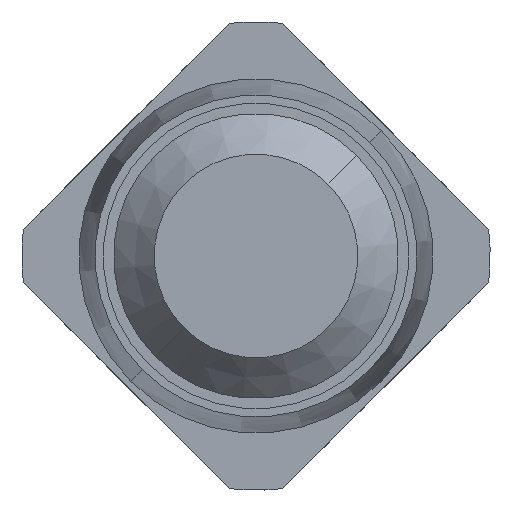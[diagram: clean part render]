
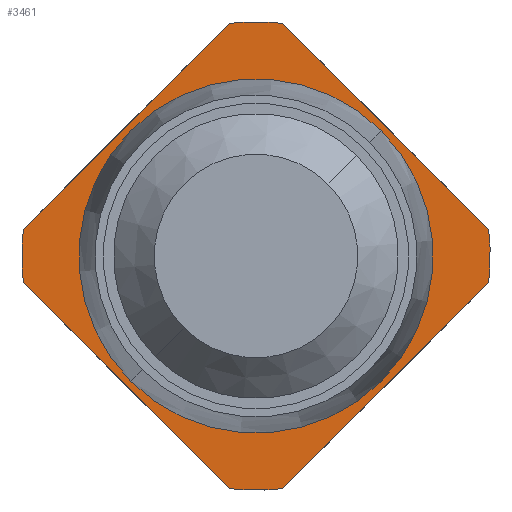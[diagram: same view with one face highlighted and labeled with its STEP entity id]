
A CAD part, front view. The second image highlights one B-rep face of the part: STEP entity #3461.
In plain terms, the highlighted planar face has unit normal (0, -1, 0).
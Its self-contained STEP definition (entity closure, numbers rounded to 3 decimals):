
#45 = CIRCLE ( 'NONE', #2254, 0.575 ) ;
#90 = AXIS2_PLACEMENT_3D ( 'NONE', #2293, #1564, #3073 ) ;
#113 = CARTESIAN_POINT ( 'NONE',  ( 0.065, -2.9, 0.571 ) ) ;
#137 = CARTESIAN_POINT ( 'NONE',  ( 0.318, -2.9, -0.318 ) ) ;
#224 = DIRECTION ( 'NONE',  ( 0.707, 0., -0.707 ) ) ;
#227 = DIRECTION ( 'NONE',  ( 0.707, 0., 0.707 ) ) ;
#248 = EDGE_CURVE ( 'Defeature ausgef�hrt3_14+Defeature ausgef�hrt3_19+Defeature ausgef�hrt3_19+Defeature ausgef�hrt3_19', #3892, #3584, #1983, .T. ) ;
#270 = VERTEX_POINT ( 'NONE', #1857 ) ;
#360 = VERTEX_POINT ( 'NONE', #3716 ) ;
#392 = EDGE_CURVE ( 'Defeature ausgef�hrt3_23+Defeature ausgef�hrt3_14+Defeature ausgef�hrt3_12+Defeature ausgef�hrt3_13', #1073, #270, #1601, .T. ) ;
#581 = VECTOR ( 'NONE', #2625, 1000. ) ;
#662 = EDGE_CURVE ( 'Defeature ausgef�hrt3_25+Defeature ausgef�hrt3_14+Defeature ausgef�hrt3_11+Defeature ausgef�hrt3_10', #1458, #360, #2986, .T. ) ;
#684 = CARTESIAN_POINT ( 'NONE',  ( 0., -2.9, 0. ) ) ;
#696 = DIRECTION ( 'NONE',  ( 0., 1., 0. ) ) ;
#737 = ORIENTED_EDGE ( 'NONE', *, *, #3066, .F. ) ;
#882 = ORIENTED_EDGE ( 'NONE', *, *, #1231, .F. ) ;
#934 = ORIENTED_EDGE ( 'NONE', *, *, #4006, .T. ) ;
#1073 = VERTEX_POINT ( 'NONE', #3611 ) ;
#1123 = CARTESIAN_POINT ( 'NONE',  ( 0., -2.9, 0. ) ) ;
#1231 = EDGE_CURVE ( 'Defeature ausgef�hrt3_13+Defeature ausgef�hrt3_14+Defeature ausgef�hrt3_23+Defeature ausgef�hrt3_22', #270, #3865, #45, .T. ) ;
#1294 = ORIENTED_EDGE ( 'NONE', *, *, #662, .F. ) ;
#1323 = VERTEX_POINT ( 'NONE', #4484 ) ;
#1351 = CIRCLE ( 'NONE', #1558, 0.575 ) ;
#1375 = ORIENTED_EDGE ( 'NONE', *, *, #2476, .F. ) ;
#1458 = VERTEX_POINT ( 'NONE', #2569 ) ;
#1477 = CARTESIAN_POINT ( 'NONE',  ( -0.318, -2.9, 0.318 ) ) ;
#1478 = LINE ( 'NONE', #1756, #1884 ) ;
#1533 = CIRCLE ( 'NONE', #4334, 0.575 ) ;
#1558 = AXIS2_PLACEMENT_3D ( 'NONE', #1123, #696, #3800 ) ;
#1564 = DIRECTION ( 'NONE',  ( 0., 1., 0. ) ) ;
#1601 = LINE ( 'NONE', #1477, #581 ) ;
#1718 = CARTESIAN_POINT ( 'NONE',  ( 0., -2.9, 0. ) ) ;
#1722 = DIRECTION ( 'NONE',  ( 0., 1., 0. ) ) ;
#1756 = CARTESIAN_POINT ( 'NONE',  ( 0.088, -2.9, -0.725 ) ) ;
#1790 = CARTESIAN_POINT ( 'NONE',  ( 0.725, -2.9, -0.088 ) ) ;
#1857 = CARTESIAN_POINT ( 'NONE',  ( -0.065, -2.9, 0.571 ) ) ;
#1875 = DIRECTION ( 'NONE',  ( 0., 1., 0. ) ) ;
#1884 = VECTOR ( 'NONE', #4060, 1000. ) ;
#1904 = ORIENTED_EDGE ( 'NONE', *, *, #248, .T. ) ;
#1983 = CIRCLE ( 'NONE', #1999, 0.435 ) ;
#1999 = AXIS2_PLACEMENT_3D ( 'NONE', #3249, #1722, #4384 ) ;
#2003 = CARTESIAN_POINT ( 'NONE',  ( 0.571, -2.9, 0.065 ) ) ;
#2154 = VERTEX_POINT ( 'NONE', #2003 ) ;
#2162 = AXIS2_PLACEMENT_3D ( 'NONE', #3212, #3649, #227 ) ;
#2218 = DIRECTION ( 'NONE',  ( 0.707, 0., 0.707 ) ) ;
#2254 = AXIS2_PLACEMENT_3D ( 'NONE', #684, #3366, #2218 ) ;
#2293 = CARTESIAN_POINT ( 'NONE',  ( 0., -2.9, 0. ) ) ;
#2343 = EDGE_CURVE ( 'Defeature ausgef�hrt3_24+Defeature ausgef�hrt3_14+Defeature ausgef�hrt3_10+Defeature ausgef�hrt3_12', #1323, #2674, #1478, .T. ) ;
#2393 = ORIENTED_EDGE ( 'NONE', *, *, #3210, .F. ) ;
#2435 = DIRECTION ( 'NONE',  ( 0., 1., 0. ) ) ;
#2476 = EDGE_CURVE ( 'Defeature ausgef�hrt3_22+Defeature ausgef�hrt3_14+Defeature ausgef�hrt3_13+Defeature ausgef�hrt3_11', #3865, #2154, #4390, .T. ) ;
#2482 = FACE_OUTER_BOUND ( 'NONE', #2628, .T. ) ;
#2569 = CARTESIAN_POINT ( 'NONE',  ( 0.571, -2.9, -0.065 ) ) ;
#2625 = DIRECTION ( 'NONE',  ( 0.707, 0., 0.707 ) ) ;
#2628 = EDGE_LOOP ( 'NONE', ( #1294, #3782, #1375, #882, #3564, #737, #3067, #2393 ) ) ;
#2661 = CARTESIAN_POINT ( 'NONE',  ( 0., -2.9, 0. ) ) ;
#2674 = VERTEX_POINT ( 'NONE', #4231 ) ;
#2839 = DIRECTION ( 'NONE',  ( -0.707, 0., -0.707 ) ) ;
#2932 = CARTESIAN_POINT ( 'NONE',  ( 0.308, -2.9, 0.308 ) ) ;
#2986 = LINE ( 'NONE', #137, #3453 ) ;
#3066 = EDGE_CURVE ( 'Defeature ausgef�hrt3_12+Defeature ausgef�hrt3_14+Defeature ausgef�hrt3_24+Defeature ausgef�hrt3_23', #2674, #1073, #1351, .T. ) ;
#3067 = ORIENTED_EDGE ( 'NONE', *, *, #2343, .F. ) ;
#3073 = DIRECTION ( 'NONE',  ( 0.707, 0., 0.707 ) ) ;
#3210 = EDGE_CURVE ( 'Defeature ausgef�hrt3_10+Defeature ausgef�hrt3_14+Defeature ausgef�hrt3_25+Defeature ausgef�hrt3_24', #360, #1323, #3621, .T. ) ;
#3212 = CARTESIAN_POINT ( 'NONE',  ( 0.407, -2.9, -0.407 ) ) ;
#3249 = CARTESIAN_POINT ( 'NONE',  ( 0., -2.9, 0. ) ) ;
#3271 = VECTOR ( 'NONE', #224, 1000. ) ;
#3366 = DIRECTION ( 'NONE',  ( 0., 1., 0. ) ) ;
#3453 = VECTOR ( 'NONE', #2839, 1000. ) ;
#3461 = ADVANCED_FACE ( 'Defeature ausgef�hrt3_14', ( #4034, #2482 ), #3904, .F. ) ;
#3527 = EDGE_LOOP ( 'NONE', ( #934, #1904 ) ) ;
#3564 = ORIENTED_EDGE ( 'NONE', *, *, #392, .F. ) ;
#3584 = VERTEX_POINT ( 'NONE', #2932 ) ;
#3611 = CARTESIAN_POINT ( 'NONE',  ( -0.571, -2.9, 0.065 ) ) ;
#3621 = CIRCLE ( 'NONE', #90, 0.575 ) ;
#3649 = DIRECTION ( 'NONE',  ( 0., 1., 0. ) ) ;
#3716 = CARTESIAN_POINT ( 'NONE',  ( 0.065, -2.9, -0.571 ) ) ;
#3782 = ORIENTED_EDGE ( 'NONE', *, *, #4541, .F. ) ;
#3800 = DIRECTION ( 'NONE',  ( 0.707, 0., 0.707 ) ) ;
#3865 = VERTEX_POINT ( 'NONE', #113 ) ;
#3892 = VERTEX_POINT ( 'NONE', #3978 ) ;
#3904 = PLANE ( 'NONE',  #2162 ) ;
#3906 = CIRCLE ( 'NONE', #4801, 0.435 ) ;
#3978 = CARTESIAN_POINT ( 'NONE',  ( -0.308, -2.9, -0.308 ) ) ;
#3988 = DIRECTION ( 'NONE',  ( 0.707, 0., 0.707 ) ) ;
#4006 = EDGE_CURVE ( 'Defeature ausgef�hrt3_14+Defeature ausgef�hrt3_19+Defeature ausgef�hrt3_19+Defeature ausgef�hrt3_19', #3584, #3892, #3906, .T. ) ;
#4034 = FACE_BOUND ( 'NONE', #3527, .T. ) ;
#4060 = DIRECTION ( 'NONE',  ( -0.707, 0., 0.707 ) ) ;
#4231 = CARTESIAN_POINT ( 'NONE',  ( -0.571, -2.9, -0.065 ) ) ;
#4334 = AXIS2_PLACEMENT_3D ( 'NONE', #1718, #2435, #3988 ) ;
#4384 = DIRECTION ( 'NONE',  ( 0.707, 0., 0.707 ) ) ;
#4390 = LINE ( 'NONE', #1790, #3271 ) ;
#4484 = CARTESIAN_POINT ( 'NONE',  ( -0.065, -2.9, -0.571 ) ) ;
#4541 = EDGE_CURVE ( 'Defeature ausgef�hrt3_11+Defeature ausgef�hrt3_14+Defeature ausgef�hrt3_22+Defeature ausgef�hrt3_25', #2154, #1458, #1533, .T. ) ;
#4801 = AXIS2_PLACEMENT_3D ( 'NONE', #2661, #1875, #4865 ) ;
#4865 = DIRECTION ( 'NONE',  ( 0.707, 0., 0.707 ) ) ;
